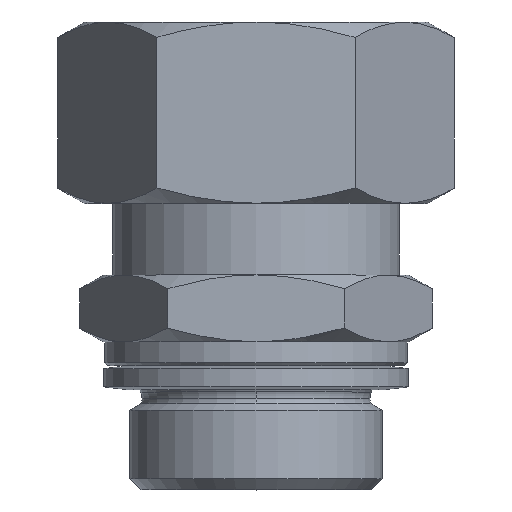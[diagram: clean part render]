
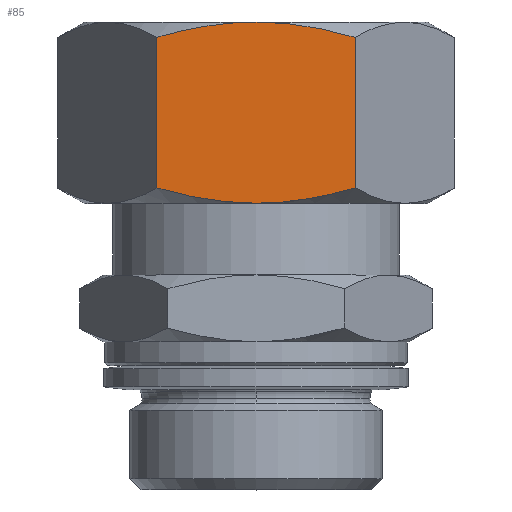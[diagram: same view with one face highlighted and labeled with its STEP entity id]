
A CAD part, top view. The second image highlights one B-rep face of the part: STEP entity #85.
In plain terms, the highlighted planar face has unit normal (0, 0, 1).
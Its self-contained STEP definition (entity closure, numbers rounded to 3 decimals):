
#85=ADVANCED_FACE('',(#207),#208,.T.);
#207=FACE_OUTER_BOUND('',#375,.T.);
#208=PLANE('',#376);
#375=EDGE_LOOP('',(#727,#728,#729,#730,#731,#732));
#376=AXIS2_PLACEMENT_3D('',#733,#734,#735);
#727=ORIENTED_EDGE('',*,*,#1139,.F.);
#728=ORIENTED_EDGE('',*,*,#1136,.F.);
#729=ORIENTED_EDGE('',*,*,#1162,.T.);
#730=ORIENTED_EDGE('',*,*,#1154,.F.);
#731=ORIENTED_EDGE('',*,*,#1151,.F.);
#732=ORIENTED_EDGE('',*,*,#1163,.F.);
#733=CARTESIAN_POINT('',(0.,30.016,18.0));
#734=DIRECTION('',(0.,0.0,1.0));
#735=DIRECTION('',(1.0,0.0,0.));
#1136=EDGE_CURVE('',#1380,#1369,#1381,.T.);
#1139=EDGE_CURVE('',#1369,#1383,#1385,.T.);
#1151=EDGE_CURVE('',#1402,#1403,#1404,.T.);
#1154=EDGE_CURVE('',#1403,#1407,#1408,.T.);
#1162=EDGE_CURVE('',#1380,#1407,#1418,.T.);
#1163=EDGE_CURVE('',#1383,#1402,#1419,.T.);
#1369=VERTEX_POINT('',#1761);
#1380=VERTEX_POINT('',#1772);
#1381=(B_SPLINE_CURVE(2,(#1774,#1775,#1776,#1777,#1778),.UNSPECIFIED.,.F.,.F.)B_SPLINE_CURVE_WITH_KNOTS((3,2,3),(0.0,10.554,21.108),.UNSPECIFIED.)RATIONAL_B_SPLINE_CURVE((1.0,1.038,1.0,1.038,1.0))BOUNDED_CURVE()REPRESENTATION_ITEM('')GEOMETRIC_REPRESENTATION_ITEM()CURVE());
#1383=VERTEX_POINT('',#1797);
#1385=(B_SPLINE_CURVE(2,(#1811,#1812,#1813,#1814,#1815),.UNSPECIFIED.,.F.,.F.)B_SPLINE_CURVE_WITH_KNOTS((3,2,3),(0.0,10.554,21.108),.UNSPECIFIED.)RATIONAL_B_SPLINE_CURVE((1.0,1.038,1.0,1.038,1.0))BOUNDED_CURVE()REPRESENTATION_ITEM('')GEOMETRIC_REPRESENTATION_ITEM()CURVE());
#1402=VERTEX_POINT('',#1937);
#1403=VERTEX_POINT('',#1938);
#1404=(B_SPLINE_CURVE(2,(#1940,#1941,#1942,#1943,#1944),.UNSPECIFIED.,.F.,.F.)B_SPLINE_CURVE_WITH_KNOTS((3,2,3),(0.0,10.554,21.108),.UNSPECIFIED.)RATIONAL_B_SPLINE_CURVE((1.0,1.038,1.0,1.038,1.0))BOUNDED_CURVE()REPRESENTATION_ITEM('')GEOMETRIC_REPRESENTATION_ITEM()CURVE());
#1407=VERTEX_POINT('',#1964);
#1408=(B_SPLINE_CURVE(2,(#1966,#1967,#1968,#1969,#1970),.UNSPECIFIED.,.F.,.F.)B_SPLINE_CURVE_WITH_KNOTS((3,2,3),(0.0,10.554,21.108),.UNSPECIFIED.)RATIONAL_B_SPLINE_CURVE((1.0,1.038,1.0,1.038,1.0))BOUNDED_CURVE()REPRESENTATION_ITEM('')GEOMETRIC_REPRESENTATION_ITEM()CURVE());
#1418=LINE('',#2030,#2031);
#1419=LINE('',#2032,#2033);
#1761=CARTESIAN_POINT('',(0.,30.016,18.0));
#1772=CARTESIAN_POINT('',(10.392,31.624,18.0));
#1774=CARTESIAN_POINT('',(10.403,31.627,18.0));
#1775=CARTESIAN_POINT('',(4.827,30.016,18.0));
#1776=CARTESIAN_POINT('',(0.,30.016,18.0));
#1777=CARTESIAN_POINT('',(-4.827,30.016,18.0));
#1778=CARTESIAN_POINT('',(-10.403,31.627,18.0));
#1797=CARTESIAN_POINT('',(-10.392,31.624,18.0));
#1811=CARTESIAN_POINT('',(10.403,31.627,18.0));
#1812=CARTESIAN_POINT('',(4.827,30.016,18.0));
#1813=CARTESIAN_POINT('',(0.,30.016,18.0));
#1814=CARTESIAN_POINT('',(-4.827,30.016,18.0));
#1815=CARTESIAN_POINT('',(-10.403,31.627,18.0));
#1937=CARTESIAN_POINT('',(-10.392,47.409,18.0));
#1938=CARTESIAN_POINT('',(0.,49.016,18.0));
#1940=CARTESIAN_POINT('',(-10.403,47.405,18.0));
#1941=CARTESIAN_POINT('',(-4.827,49.016,18.0));
#1942=CARTESIAN_POINT('',(0.,49.016,18.0));
#1943=CARTESIAN_POINT('',(4.827,49.016,18.0));
#1944=CARTESIAN_POINT('',(10.403,47.405,18.0));
#1964=CARTESIAN_POINT('',(10.392,47.409,18.0));
#1966=CARTESIAN_POINT('',(-10.403,47.405,18.0));
#1967=CARTESIAN_POINT('',(-4.827,49.016,18.0));
#1968=CARTESIAN_POINT('',(0.,49.016,18.0));
#1969=CARTESIAN_POINT('',(4.827,49.016,18.0));
#1970=CARTESIAN_POINT('',(10.403,47.405,18.0));
#2030=CARTESIAN_POINT('',(10.392,30.016,18.0));
#2031=VECTOR('',#2532,1.0);
#2032=CARTESIAN_POINT('',(-10.392,30.016,18.0));
#2033=VECTOR('',#2533,1.0);
#2532=DIRECTION('',(0.0,1.0,0.0));
#2533=DIRECTION('',(0.0,1.0,0.0));
